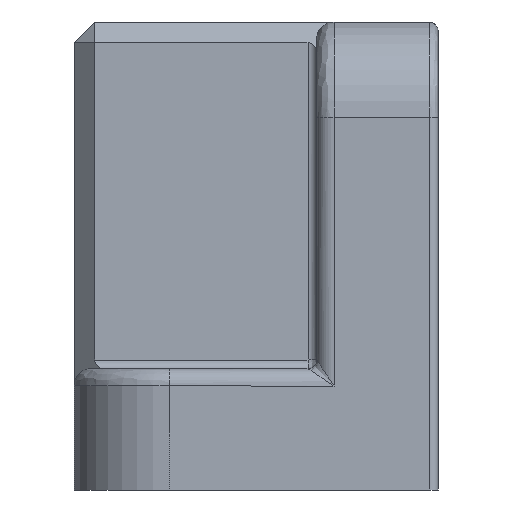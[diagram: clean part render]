
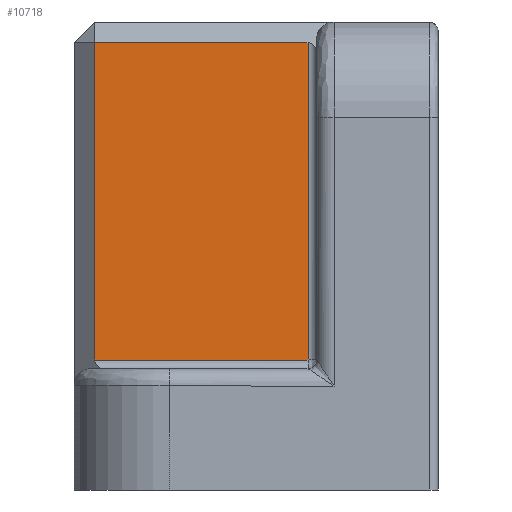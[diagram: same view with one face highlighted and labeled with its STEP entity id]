
A CAD part, front view. The second image highlights one B-rep face of the part: STEP entity #10718.
In plain terms, the highlighted planar face has unit normal (0, -1, 0).
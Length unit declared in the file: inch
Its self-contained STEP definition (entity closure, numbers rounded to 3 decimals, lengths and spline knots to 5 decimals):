
#79 = LINE ( 'NONE', #12207, #13894 ) ;
#158 = LINE ( 'NONE', #11464, #9210 ) ;
#989 = ORIENTED_EDGE ( 'NONE', *, *, #11544, .T. ) ;
#1060 = DIRECTION ( 'NONE',  ( 0., 0., 1. ) ) ;
#1169 = CARTESIAN_POINT ( 'NONE',  ( -0.36614, 0., 1.01575 ) ) ;
#1651 = VERTEX_POINT ( 'NONE', #11972 ) ;
#1846 = DIRECTION ( 'NONE',  ( -1., 0., 0. ) ) ;
#2689 = VERTEX_POINT ( 'NONE', #1169 ) ;
#3377 = CARTESIAN_POINT ( 'NONE',  ( -0.36614, 0., 1.06299 ) ) ;
#4586 = AXIS2_PLACEMENT_3D ( 'NONE', #6703, #7679, #10201 ) ;
#4929 = VECTOR ( 'NONE', #8347, 39.37008 ) ;
#5826 = LINE ( 'NONE', #3377, #4929 ) ;
#6226 = ORIENTED_EDGE ( 'NONE', *, *, #14464, .T. ) ;
#6409 = VECTOR ( 'NONE', #1846, 39.37008 ) ;
#6703 = CARTESIAN_POINT ( 'NONE',  ( -0.41339, 0., 1.06299 ) ) ;
#7424 = CARTESIAN_POINT ( 'NONE',  ( 0.11811, 0., 0.29528 ) ) ;
#7513 = ORIENTED_EDGE ( 'NONE', *, *, #14315, .T. ) ;
#7679 = DIRECTION ( 'NONE',  ( 0., 1., 0. ) ) ;
#8347 = DIRECTION ( 'NONE',  ( 0., 0., -1. ) ) ;
#8948 = DIRECTION ( 'NONE',  ( -1., 0., 0. ) ) ;
#9210 = VECTOR ( 'NONE', #8948, 39.37008 ) ;
#9835 = EDGE_LOOP ( 'NONE', ( #10615, #7513, #6226, #989 ) ) ;
#10201 = DIRECTION ( 'NONE',  ( 0., 0., 1. ) ) ;
#10436 = EDGE_CURVE ( 'NONE', #10981, #14145, #13973, .T. ) ;
#10615 = ORIENTED_EDGE ( 'NONE', *, *, #10436, .F. ) ;
#10718 = ADVANCED_FACE ( 'NONE', ( #15180 ), #11426, .F. ) ;
#10981 = VERTEX_POINT ( 'NONE', #7424 ) ;
#11008 = CARTESIAN_POINT ( 'NONE',  ( -0.36614, 0., 0.29528 ) ) ;
#11426 = PLANE ( 'NONE',  #4586 ) ;
#11464 = CARTESIAN_POINT ( 'NONE',  ( -0.41339, 0., 1.01575 ) ) ;
#11544 = EDGE_CURVE ( 'NONE', #2689, #14145, #5826, .T. ) ;
#11972 = CARTESIAN_POINT ( 'NONE',  ( 0.11811, 0., 1.01575 ) ) ;
#12207 = CARTESIAN_POINT ( 'NONE',  ( 0.11811, 0., 1.06299 ) ) ;
#12918 = CARTESIAN_POINT ( 'NONE',  ( -0.41339, 0., 0.29528 ) ) ;
#13894 = VECTOR ( 'NONE', #1060, 39.37008 ) ;
#13973 = LINE ( 'NONE', #12918, #6409 ) ;
#14145 = VERTEX_POINT ( 'NONE', #11008 ) ;
#14315 = EDGE_CURVE ( 'NONE', #10981, #1651, #79, .T. ) ;
#14464 = EDGE_CURVE ( 'NONE', #1651, #2689, #158, .T. ) ;
#15180 = FACE_OUTER_BOUND ( 'NONE', #9835, .T. ) ;
